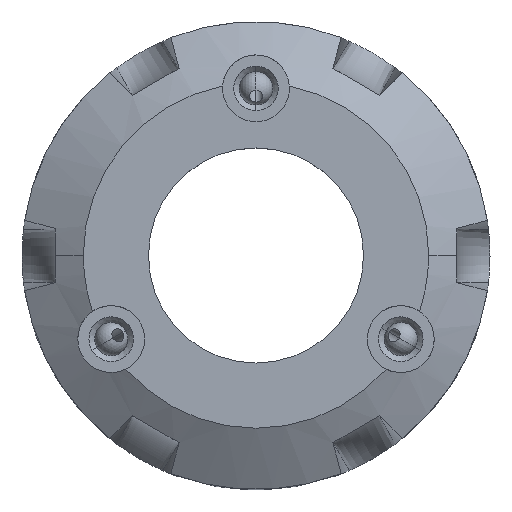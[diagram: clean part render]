
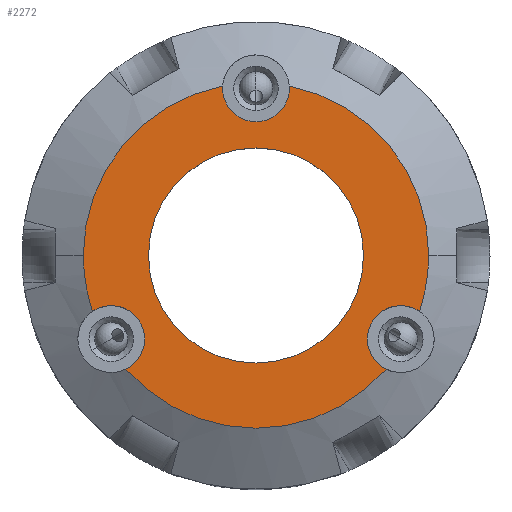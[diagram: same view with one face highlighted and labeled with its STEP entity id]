
A CAD part, top view. The second image highlights one B-rep face of the part: STEP entity #2272.
In plain terms, the highlighted planar face has unit normal (0, 0, 1).
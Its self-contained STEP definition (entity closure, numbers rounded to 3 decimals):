
#127 = CIRCLE ( 'NONE', #4264, 9.65 ) ;
#131 = CARTESIAN_POINT ( 'NONE',  ( 15.5, 0., 0. ) ) ;
#172 = DIRECTION ( 'NONE',  ( 0., 0., 1. ) ) ;
#596 = EDGE_LOOP ( 'NONE', ( #6928, #3035, #4912, #6300, #3756, #722, #4903, #3178, #3856, #2614, #6829, #1035 ) ) ;
#629 = CARTESIAN_POINT ( 'NONE',  ( 0., 0., 0. ) ) ;
#722 = ORIENTED_EDGE ( 'NONE', *, *, #6386, .T. ) ;
#959 = CARTESIAN_POINT ( 'NONE',  ( 12.99, -7.5, 0. ) ) ;
#1013 = DIRECTION ( 'NONE',  ( 0., 0., 1. ) ) ;
#1034 = AXIS2_PLACEMENT_3D ( 'NONE', #3473, #3456, #3446 ) ;
#1035 = ORIENTED_EDGE ( 'NONE', *, *, #2470, .F. ) ;
#1039 = CARTESIAN_POINT ( 'NONE',  ( 0., 15., 0. ) ) ;
#1056 = VERTEX_POINT ( 'NONE', #3741 ) ;
#1115 = CARTESIAN_POINT ( 'NONE',  ( 2.993, 15.208, 0. ) ) ;
#1149 = DIRECTION ( 'NONE',  ( 1., 0., 0. ) ) ;
#1175 = DIRECTION ( 'NONE',  ( 0., 0., 1. ) ) ;
#1228 = VERTEX_POINT ( 'NONE', #7066 ) ;
#1232 = EDGE_CURVE ( 'NONE', #3413, #5311, #3544, .T. ) ;
#1259 = DIRECTION ( 'NONE',  ( 0., 0., 1. ) ) ;
#1327 = DIRECTION ( 'NONE',  ( 0., 0., 1. ) ) ;
#1394 = CIRCLE ( 'NONE', #2310, 3. ) ;
#1445 = CIRCLE ( 'NONE', #6841, 3. ) ;
#1484 = DIRECTION ( 'NONE',  ( 1., 0., 0. ) ) ;
#1488 = DIRECTION ( 'NONE',  ( 1., 0., 0. ) ) ;
#1549 = CARTESIAN_POINT ( 'NONE',  ( 9.99, -7.5, 0. ) ) ;
#1594 = ORIENTED_EDGE ( 'NONE', *, *, #1864, .T. ) ;
#1606 = AXIS2_PLACEMENT_3D ( 'NONE', #1984, #1801, #1635 ) ;
#1613 = CARTESIAN_POINT ( 'NONE',  ( -15.5, 0., 0. ) ) ;
#1635 = DIRECTION ( 'NONE',  ( -1., 0., 0. ) ) ;
#1751 = ORIENTED_EDGE ( 'NONE', *, *, #2909, .T. ) ;
#1754 = AXIS2_PLACEMENT_3D ( 'NONE', #4662, #1327, #5245 ) ;
#1801 = DIRECTION ( 'NONE',  ( 0., 0., -1. ) ) ;
#1864 = EDGE_CURVE ( 'NONE', #6803, #5199, #127, .T. ) ;
#1984 = CARTESIAN_POINT ( 'NONE',  ( 0., 0., 0. ) ) ;
#2047 = CARTESIAN_POINT ( 'NONE',  ( 0., 0., 0. ) ) ;
#2145 = CARTESIAN_POINT ( 'NONE',  ( 0., 0., 0. ) ) ;
#2230 = CARTESIAN_POINT ( 'NONE',  ( -9.99, -7.5, 0. ) ) ;
#2272 = ADVANCED_FACE ( 'NONE', ( #3020, #4557 ), #7040, .T. ) ;
#2302 = EDGE_CURVE ( 'NONE', #1056, #5601, #4180, .T. ) ;
#2310 = AXIS2_PLACEMENT_3D ( 'NONE', #1039, #1013, #1484 ) ;
#2397 = AXIS2_PLACEMENT_3D ( 'NONE', #4498, #1175, #5085 ) ;
#2408 = CARTESIAN_POINT ( 'NONE',  ( 12.99, -7.5, 0. ) ) ;
#2470 = EDGE_CURVE ( 'NONE', #5601, #1228, #3813, .T. ) ;
#2593 = DIRECTION ( 'NONE',  ( 1., 0., 0. ) ) ;
#2614 = ORIENTED_EDGE ( 'NONE', *, *, #3971, .T. ) ;
#2704 = DIRECTION ( 'NONE',  ( -1., 0., 0. ) ) ;
#2748 = CIRCLE ( 'NONE', #1754, 15.5 ) ;
#2750 = CARTESIAN_POINT ( 'NONE',  ( 14.667, -5.012, 0. ) ) ;
#2796 = CARTESIAN_POINT ( 'NONE',  ( 11.674, -10.196, 0. ) ) ;
#2898 = VERTEX_POINT ( 'NONE', #1613 ) ;
#2909 = EDGE_CURVE ( 'NONE', #5199, #6803, #6397, .T. ) ;
#2984 = DIRECTION ( 'NONE',  ( 1., 0., 0. ) ) ;
#3002 = EDGE_CURVE ( 'NONE', #6651, #3400, #1394, .T. ) ;
#3020 = FACE_OUTER_BOUND ( 'NONE', #596, .T. ) ;
#3035 = ORIENTED_EDGE ( 'NONE', *, *, #7107, .T. ) ;
#3067 = CIRCLE ( 'NONE', #4878, 3. ) ;
#3106 = VERTEX_POINT ( 'NONE', #1549 ) ;
#3119 = DIRECTION ( 'NONE',  ( 0., 0., 1. ) ) ;
#3175 = AXIS2_PLACEMENT_3D ( 'NONE', #3359, #172, #3941 ) ;
#3178 = ORIENTED_EDGE ( 'NONE', *, *, #4558, .F. ) ;
#3257 = AXIS2_PLACEMENT_3D ( 'NONE', #6520, #3119, #7093 ) ;
#3359 = CARTESIAN_POINT ( 'NONE',  ( 0., 0., 0. ) ) ;
#3400 = VERTEX_POINT ( 'NONE', #5297 ) ;
#3413 = VERTEX_POINT ( 'NONE', #2750 ) ;
#3446 = DIRECTION ( 'NONE',  ( 1., 0., 0. ) ) ;
#3456 = DIRECTION ( 'NONE',  ( 0., 0., 1. ) ) ;
#3473 = CARTESIAN_POINT ( 'NONE',  ( -12.99, -7.5, 0. ) ) ;
#3481 = CARTESIAN_POINT ( 'NONE',  ( 9.65, 0., 0. ) ) ;
#3544 = CIRCLE ( 'NONE', #3257, 15.5 ) ;
#3689 = VERTEX_POINT ( 'NONE', #5437 ) ;
#3721 = CIRCLE ( 'NONE', #6988, 15.5 ) ;
#3740 = CARTESIAN_POINT ( 'NONE',  ( -2.993, 15.208, 0. ) ) ;
#3741 = CARTESIAN_POINT ( 'NONE',  ( -11.674, -10.196, 0. ) ) ;
#3756 = ORIENTED_EDGE ( 'NONE', *, *, #1232, .T. ) ;
#3813 = CIRCLE ( 'NONE', #1034, 3. ) ;
#3856 = ORIENTED_EDGE ( 'NONE', *, *, #3002, .F. ) ;
#3922 = EDGE_CURVE ( 'NONE', #3689, #4141, #5735, .T. ) ;
#3941 = DIRECTION ( 'NONE',  ( 1., 0., 0. ) ) ;
#3971 = EDGE_CURVE ( 'NONE', #6651, #2898, #5143, .T. ) ;
#3972 = VERTEX_POINT ( 'NONE', #2796 ) ;
#4141 = VERTEX_POINT ( 'NONE', #1115 ) ;
#4180 = CIRCLE ( 'NONE', #4920, 3. ) ;
#4264 = AXIS2_PLACEMENT_3D ( 'NONE', #2145, #6133, #2704 ) ;
#4423 = AXIS2_PLACEMENT_3D ( 'NONE', #959, #4858, #1488 ) ;
#4471 = DIRECTION ( 'NONE',  ( 0., 0., 1. ) ) ;
#4498 = CARTESIAN_POINT ( 'NONE',  ( 0., 15., 0. ) ) ;
#4557 = FACE_BOUND ( 'NONE', #5330, .T. ) ;
#4558 = EDGE_CURVE ( 'NONE', #3400, #3689, #1445, .T. ) ;
#4606 = CARTESIAN_POINT ( 'NONE',  ( 0., 15., 0. ) ) ;
#4662 = CARTESIAN_POINT ( 'NONE',  ( 0., 0., 0. ) ) ;
#4846 = EDGE_CURVE ( 'NONE', #3413, #3106, #6263, .T. ) ;
#4858 = DIRECTION ( 'NONE',  ( 0., 0., 1. ) ) ;
#4878 = AXIS2_PLACEMENT_3D ( 'NONE', #2408, #6402, #2984 ) ;
#4903 = ORIENTED_EDGE ( 'NONE', *, *, #3922, .F. ) ;
#4912 = ORIENTED_EDGE ( 'NONE', *, *, #6624, .F. ) ;
#4916 = CARTESIAN_POINT ( 'NONE',  ( 15.5, 0., 0. ) ) ;
#4920 = AXIS2_PLACEMENT_3D ( 'NONE', #5196, #5186, #5163 ) ;
#5085 = DIRECTION ( 'NONE',  ( 1., 0., 0. ) ) ;
#5143 = CIRCLE ( 'NONE', #3175, 15.5 ) ;
#5163 = DIRECTION ( 'NONE',  ( 1., 0., 0. ) ) ;
#5185 = DIRECTION ( 'NONE',  ( 1., 0., 0. ) ) ;
#5186 = DIRECTION ( 'NONE',  ( 0., 0., 1. ) ) ;
#5196 = CARTESIAN_POINT ( 'NONE',  ( -12.99, -7.5, 0. ) ) ;
#5199 = VERTEX_POINT ( 'NONE', #7099 ) ;
#5245 = DIRECTION ( 'NONE',  ( 1., 0., 0. ) ) ;
#5281 = AXIS2_PLACEMENT_3D ( 'NONE', #131, #6447, #5553 ) ;
#5297 = CARTESIAN_POINT ( 'NONE',  ( -3., 15., 0. ) ) ;
#5311 = VERTEX_POINT ( 'NONE', #4916 ) ;
#5330 = EDGE_LOOP ( 'NONE', ( #1751, #1594 ) ) ;
#5437 = CARTESIAN_POINT ( 'NONE',  ( 3., 15., 0. ) ) ;
#5553 = DIRECTION ( 'NONE',  ( 1., 0., 0. ) ) ;
#5601 = VERTEX_POINT ( 'NONE', #2230 ) ;
#5699 = EDGE_CURVE ( 'NONE', #2898, #1228, #2748, .T. ) ;
#5735 = CIRCLE ( 'NONE', #2397, 3. ) ;
#6017 = CIRCLE ( 'NONE', #6159, 15.5 ) ;
#6030 = DIRECTION ( 'NONE',  ( 0., 0., 1. ) ) ;
#6133 = DIRECTION ( 'NONE',  ( 0., 0., -1. ) ) ;
#6159 = AXIS2_PLACEMENT_3D ( 'NONE', #2047, #6030, #2593 ) ;
#6263 = CIRCLE ( 'NONE', #4423, 3. ) ;
#6300 = ORIENTED_EDGE ( 'NONE', *, *, #4846, .F. ) ;
#6386 = EDGE_CURVE ( 'NONE', #5311, #4141, #6017, .T. ) ;
#6397 = CIRCLE ( 'NONE', #1606, 9.65 ) ;
#6402 = DIRECTION ( 'NONE',  ( 0., 0., 1. ) ) ;
#6447 = DIRECTION ( 'NONE',  ( 0., 0., 1. ) ) ;
#6520 = CARTESIAN_POINT ( 'NONE',  ( 0., 0., 0. ) ) ;
#6624 = EDGE_CURVE ( 'NONE', #3106, #3972, #3067, .T. ) ;
#6651 = VERTEX_POINT ( 'NONE', #3740 ) ;
#6803 = VERTEX_POINT ( 'NONE', #3481 ) ;
#6829 = ORIENTED_EDGE ( 'NONE', *, *, #5699, .T. ) ;
#6841 = AXIS2_PLACEMENT_3D ( 'NONE', #4606, #1259, #5185 ) ;
#6928 = ORIENTED_EDGE ( 'NONE', *, *, #2302, .F. ) ;
#6988 = AXIS2_PLACEMENT_3D ( 'NONE', #629, #4471, #1149 ) ;
#7040 = PLANE ( 'NONE',  #5281 ) ;
#7066 = CARTESIAN_POINT ( 'NONE',  ( -14.667, -5.012, 0. ) ) ;
#7093 = DIRECTION ( 'NONE',  ( 1., 0., 0. ) ) ;
#7099 = CARTESIAN_POINT ( 'NONE',  ( -9.65, 0., 0. ) ) ;
#7107 = EDGE_CURVE ( 'NONE', #1056, #3972, #3721, .T. ) ;
